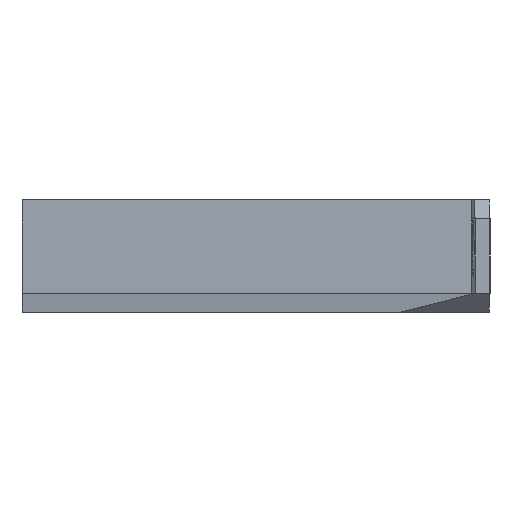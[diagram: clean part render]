
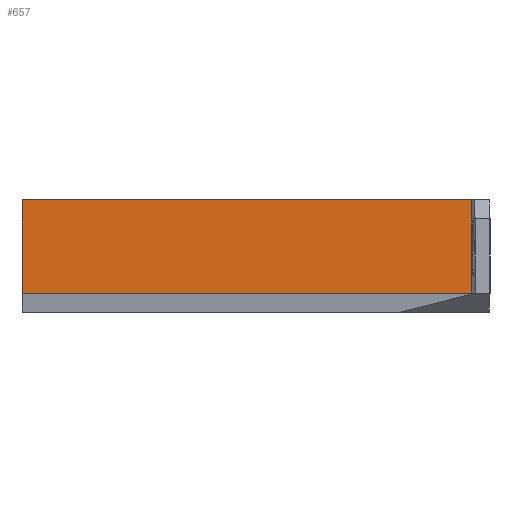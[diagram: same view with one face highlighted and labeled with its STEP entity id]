
A CAD part, left-side view. The second image highlights one B-rep face of the part: STEP entity #657.
In plain terms, the highlighted planar face has unit normal (-1, 0, 0).
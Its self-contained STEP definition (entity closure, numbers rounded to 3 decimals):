
#49=FACE_OUTER_BOUND('',#89,.T.);
#89=EDGE_LOOP('',(#511,#512,#513,#514));
#134=LINE('',#967,#218);
#146=LINE('',#989,#230);
#151=LINE('',#997,#235);
#152=LINE('',#999,#236);
#218=VECTOR('',#785,10.);
#230=VECTOR('',#805,10.);
#235=VECTOR('',#814,10.);
#236=VECTOR('',#817,10.);
#298=VERTEX_POINT('',#964);
#299=VERTEX_POINT('',#966);
#302=VERTEX_POINT('',#977);
#305=VERTEX_POINT('',#987);
#361=EDGE_CURVE('',#299,#298,#134,.T.);
#373=EDGE_CURVE('',#305,#298,#146,.T.);
#378=EDGE_CURVE('',#302,#299,#151,.T.);
#379=EDGE_CURVE('',#302,#305,#152,.T.);
#511=ORIENTED_EDGE('',*,*,#378,.T.);
#512=ORIENTED_EDGE('',*,*,#361,.T.);
#513=ORIENTED_EDGE('',*,*,#373,.F.);
#514=ORIENTED_EDGE('',*,*,#379,.F.);
#621=PLANE('',#713);
#657=ADVANCED_FACE('',(#49),#621,.T.);
#713=AXIS2_PLACEMENT_3D('',#1002,#822,#823);
#785=DIRECTION('',(0.,0.,1.));
#805=DIRECTION('',(0.,-1.,0.));
#814=DIRECTION('',(0.,-1.,0.));
#817=DIRECTION('',(0.,0.,1.));
#822=DIRECTION('center_axis',(-1.,0.,0.));
#823=DIRECTION('ref_axis',(0.,-1.,0.));
#964=CARTESIAN_POINT('',(-1.6,-46.455,10.));
#966=CARTESIAN_POINT('',(-1.6,-46.455,0.));
#967=CARTESIAN_POINT('',(-1.6,-46.455,0.));
#977=CARTESIAN_POINT('',(-1.6,1.6,0.));
#987=CARTESIAN_POINT('',(-1.6,1.6,10.));
#989=CARTESIAN_POINT('',(-1.6,1.6,10.));
#997=CARTESIAN_POINT('',(-1.6,1.6,0.));
#999=CARTESIAN_POINT('',(-1.6,1.6,0.));
#1002=CARTESIAN_POINT('Origin',(-1.6,1.6,0.));
